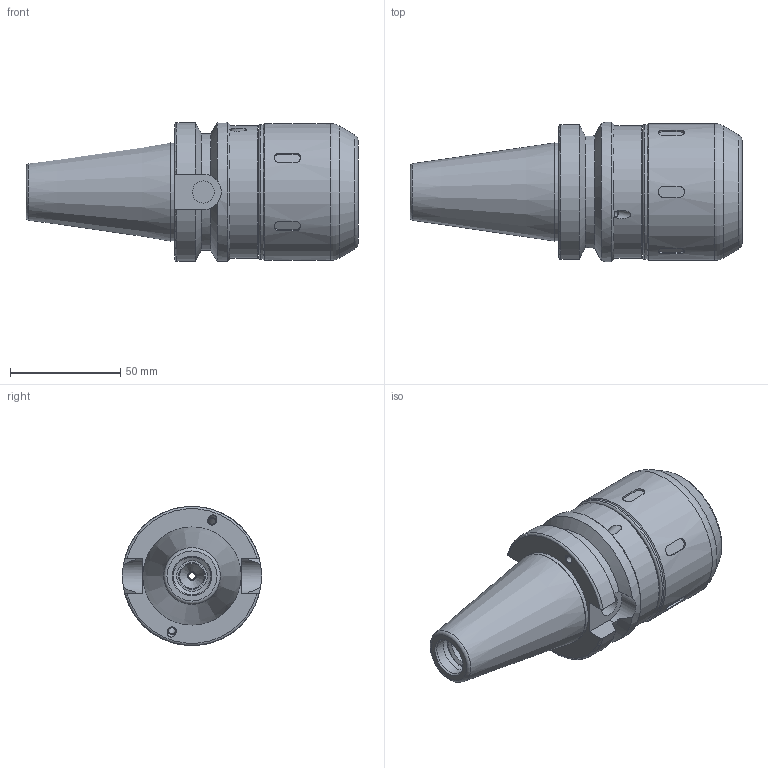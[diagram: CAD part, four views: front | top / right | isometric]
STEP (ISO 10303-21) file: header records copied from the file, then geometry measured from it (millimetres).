
FILE_DESCRIPTION(/* description */ (''),/* implementation_level */ '2;1');
FILE_NAME(/* name */ '3100414-BT40BHPMC100335.stp',/* time_stamp */ '2018-10-23T16:53:15+09:00',/* author */ ('imec'),/* organization */ (''),/* preprocessor_version */ 'ST-DEVELOPER v16.5',/* originating_system */ 'Autodesk Inventor LT',/* authorisation */ '');
FILE_SCHEMA (('CONFIG_CONTROL_DESIGN'));
Length unit declared in the file: millimetre
Products named in the file (1): 3100414-BT40BHPMC100335
Bounding box: 150.4 x 63 x 63 mm (x, y, z)
Volume: 246714.5 mm3; surface area: 46503.3 mm2
Topology: 1 solids, 1 shells, 145 faces, 323 edges, 209 vertices
Faces by surface type: plane 69, cylinder 50, cone 17, torus 9
Full cylindrical faces by diameter (mm): 3 x1, 3.2 x4, 4 x2, 7 x1, 10 x1, 11 x1, 12 x1, 14 x1, 16 x2, 17 x1, 18 x2, 25.4 x4, 26 x1, 30.5 x1, 44 x1, 48.5 x1, 55.5 x1, 60 x1, 61 x1, 62 x1, 63 x1
Entity records: 4068 total; most frequent: CARTESIAN_POINT 1026, DIRECTION 630, ORIENTED_EDGE 528, EDGE_CURVE 264, AXIS2_PLACEMENT_3D 262, EDGE_LOOP 234, VERTEX_POINT 200, FACE_OUTER_BOUND 145
